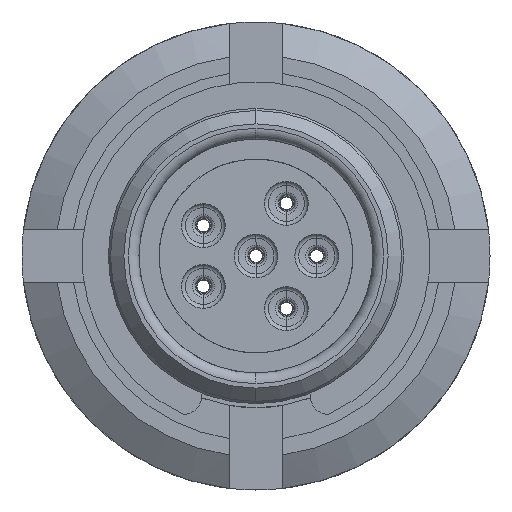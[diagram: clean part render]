
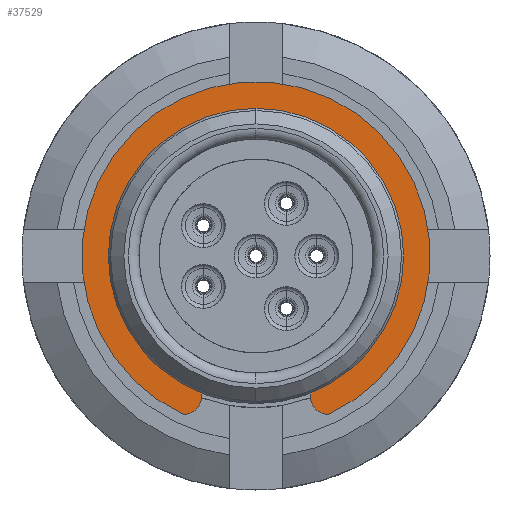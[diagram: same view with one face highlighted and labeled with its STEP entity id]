
A CAD part, left-side view. The second image highlights one B-rep face of the part: STEP entity #37529.
In plain terms, the highlighted planar face has unit normal (-1, 0, 0).
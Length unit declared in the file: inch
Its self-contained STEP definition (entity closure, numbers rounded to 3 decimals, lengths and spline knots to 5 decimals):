
#4327 = VERTEX_POINT ( 'NONE', #9163 ) ;
#4329 = VERTEX_POINT ( 'NONE', #5873 ) ;
#4600 = AXIS2_PLACEMENT_3D ( 'NONE', #12750, #12752, #12754 ) ;
#5873 = CARTESIAN_POINT ( 'NONE',  ( 0.40992, 0.10752, -0.18039 ) ) ;
#6773 = VERTEX_POINT ( 'NONE', #9643 ) ;
#6774 = VERTEX_POINT ( 'NONE', #9650 ) ;
#7721 = ORIENTED_EDGE ( 'NONE', *, *, #44146, .F. ) ;
#7723 = ORIENTED_EDGE ( 'NONE', *, *, #44150, .F. ) ;
#7724 = ORIENTED_EDGE ( 'NONE', *, *, #44151, .T. ) ;
#7726 = ORIENTED_EDGE ( 'NONE', *, *, #44152, .F. ) ;
#9163 = CARTESIAN_POINT ( 'NONE',  ( 0.40992, 0.10752, -0.23453 ) ) ;
#9643 = CARTESIAN_POINT ( 'NONE',  ( 0.40992, -0.10748, -0.23455 ) ) ;
#9650 = CARTESIAN_POINT ( 'NONE',  ( 0.40992, -0.10748, -0.18041 ) ) ;
#12724 = FACE_OUTER_BOUND ( 'NONE', #32780, .T. ) ;
#12727 = PLANE ( 'NONE',  #4600 ) ;
#12750 = CARTESIAN_POINT ( 'NONE',  ( 0.40992, 0., 0. ) ) ;
#12752 = DIRECTION ( 'NONE',  ( 1., 0., 0. ) ) ;
#12754 = DIRECTION ( 'NONE',  ( 0., 0., -1. ) ) ;
#32780 = EDGE_LOOP ( 'NONE', ( #7721, #7723, #7724, #7726 ) ) ;
#37529 = ADVANCED_FACE ( 'NONE', ( #12724 ), #12727, .F. ) ;
#38232 = CIRCLE ( 'NONE', #38237, 0.258 ) ;
#38237 = AXIS2_PLACEMENT_3D ( 'NONE', #38364, #38365, #38367 ) ;
#38241 = CIRCLE ( 'NONE', #38250, 0.02707 ) ;
#38243 = CIRCLE ( 'NONE', #38258, 0.02707 ) ;
#38248 = CIRCLE ( 'NONE', #38254, 0.21 ) ;
#38250 = AXIS2_PLACEMENT_3D ( 'NONE', #38388, #38390, #38392 ) ;
#38254 = AXIS2_PLACEMENT_3D ( 'NONE', #38395, #38397, #38399 ) ;
#38258 = AXIS2_PLACEMENT_3D ( 'NONE', #38403, #38404, #38406 ) ;
#38364 = CARTESIAN_POINT ( 'NONE',  ( 0.40992, 0., 0. ) ) ;
#38365 = DIRECTION ( 'NONE',  ( 1., 0., 0. ) ) ;
#38367 = DIRECTION ( 'NONE',  ( 0., 0., -1. ) ) ;
#38388 = CARTESIAN_POINT ( 'NONE',  ( 0.40992, 0.10752, -0.20746 ) ) ;
#38390 = DIRECTION ( 'NONE',  ( 1., 0., 0. ) ) ;
#38392 = DIRECTION ( 'NONE',  ( 0., 0., -1. ) ) ;
#38395 = CARTESIAN_POINT ( 'NONE',  ( 0.40992, 0., 0. ) ) ;
#38397 = DIRECTION ( 'NONE',  ( 1., 0., 0. ) ) ;
#38399 = DIRECTION ( 'NONE',  ( 0., 0., -1. ) ) ;
#38403 = CARTESIAN_POINT ( 'NONE',  ( 0.40992, -0.10748, -0.20748 ) ) ;
#38404 = DIRECTION ( 'NONE',  ( 1., 0., 0. ) ) ;
#38406 = DIRECTION ( 'NONE',  ( 0., 0., -1. ) ) ;
#44146 = EDGE_CURVE ( 'NONE', #4327, #6773, #38232, .T. ) ;
#44150 = EDGE_CURVE ( 'NONE', #4329, #4327, #38241, .T. ) ;
#44151 = EDGE_CURVE ( 'NONE', #4329, #6774, #38248, .T. ) ;
#44152 = EDGE_CURVE ( 'NONE', #6773, #6774, #38243, .T. ) ;
